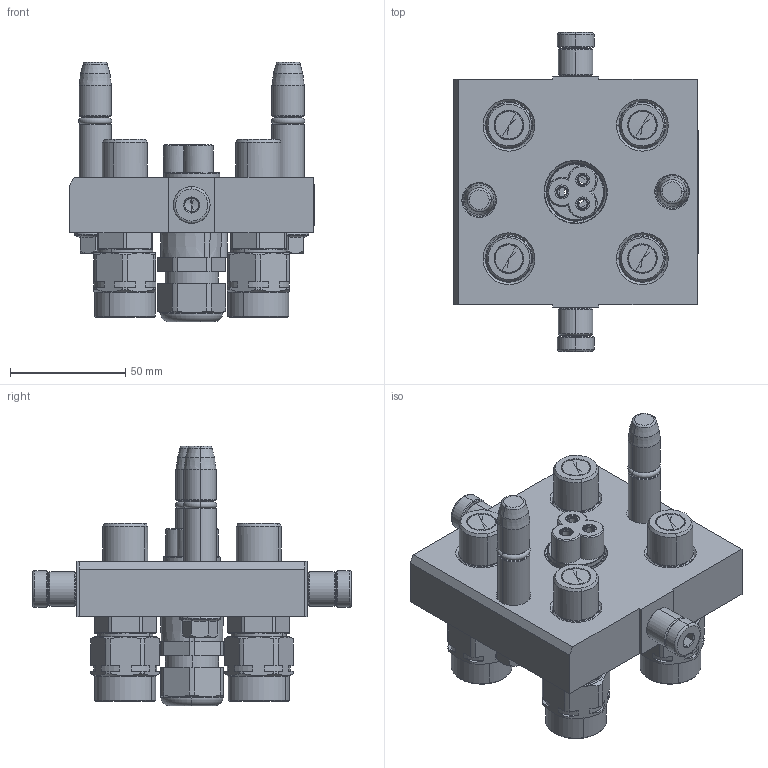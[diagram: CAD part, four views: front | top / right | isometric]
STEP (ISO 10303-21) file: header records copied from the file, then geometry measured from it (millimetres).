
FILE_DESCRIPTION (( 'STEP AP214' ), '1' );
FILE_NAME ('FASTER.step', '2024-08-26T12:31:33', ( '' ), ( '' ), 'SwSTEP 2.0', 'SolidWorks 2017', '' );
FILE_SCHEMA (( 'AUTOMOTIVE_DESIGN' ));
Length unit declared in the file: millimetre
Products named in the file (13): corpospel08-3m; 2ffnp38_gas_m2v; 4830_028_1000_011; P506-1_M_BASE; FASTER; 4830_013_3000_030; conn_3p_m; 4830_021_0000_000; 1540_080_0008_000; or2_62x9_19_m; 4830_010_0000_011; et002; 4830_044_0000_000
Assembly tree (22 placements, depth 3):
  FASTER
    P506-1_M_BASE
      4830_010_0000_011
      4830_021_0000_000  x2
      1540_080_0008_000  x2
      4830_013_3000_030  x2
      4830_028_1000_011  x2
      or2_62x9_19_m  x2
    2ffnp38_gas_m2v  x4
    conn_3p_m
      4830_044_0000_000  x3
      corpospel08-3m
    et002
Bounding box: 106.3 x 138.6 x 112.7 mm (x, y, z)
Volume: 80299 mm3; surface area: 128867.1 mm2
Topology: 9 solids, 36 shells, 2690 faces, 7084 edges, 4590 vertices
Faces by surface type: plane 1371, cylinder 526, cone 426, bspline 270, torus 91, sphere 6
Entity records: 54949 total; most frequent: CARTESIAN_POINT 15871, ORIENTED_EDGE 7729, DIRECTION 7270, EDGE_CURVE 3908, VECTOR 2640, LINE 2640, VERTEX_POINT 2548, AXIS2_PLACEMENT_3D 2315
